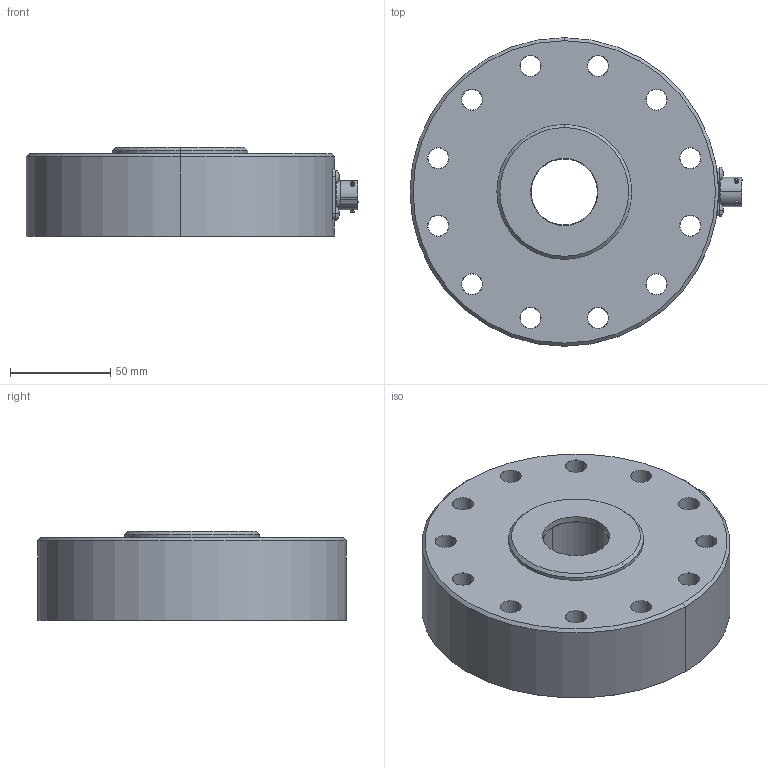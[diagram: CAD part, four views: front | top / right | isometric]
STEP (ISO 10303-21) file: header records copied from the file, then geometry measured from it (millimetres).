
FILE_DESCRIPTION (( 'STEP AP203' ), '1' );
FILE_NAME ('Interface 1020-125KN.STEP', '2011-06-10T14:21:56', ( ' ' ), ( '' ), 'SwSTEP 2.0', 'SolidWorks 2002349', '' );
FILE_SCHEMA (( 'CONFIG_CONTROL_DESIGN' ));
Length unit declared in the file: inch
Products named in the file (1): Interface 1020-125KN
Bounding box: 165.66 x 153.95 x 44.45 mm (x, y, z)
Volume: 693100.3 mm3; surface area: 76247.6 mm2
Topology: 1 solids, 1 shells, 238 faces, 555 edges, 350 vertices
Faces by surface type: cylinder 96, plane 79, cone 38, bspline 22, sphere 3
Entity records: 7557 total; most frequent: CARTESIAN_POINT 2126, DIRECTION 1114, ORIENTED_EDGE 1110, EDGE_CURVE 555, AXIS2_PLACEMENT_3D 444, VERTEX_POINT 350, EDGE_LOOP 295, FACE_OUTER_BOUND 238
